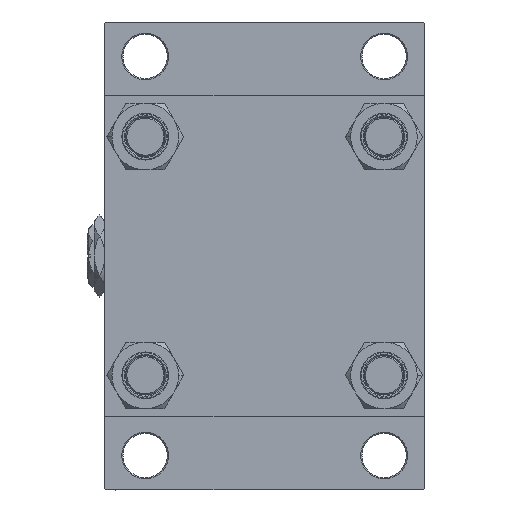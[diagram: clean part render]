
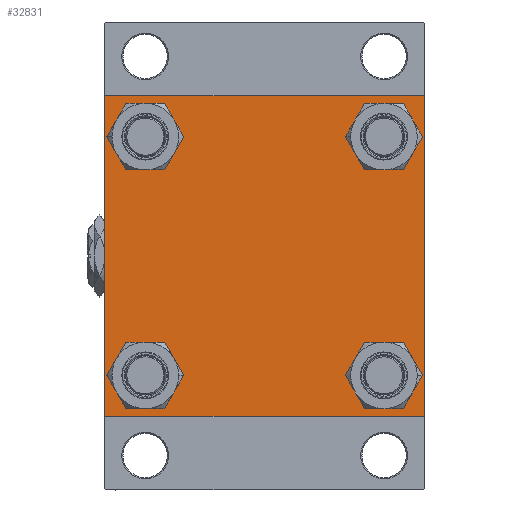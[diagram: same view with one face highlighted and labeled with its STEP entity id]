
A CAD part, left-side view. The second image highlights one B-rep face of the part: STEP entity #32831.
In plain terms, the highlighted planar face has unit normal (-1, 0, 0).
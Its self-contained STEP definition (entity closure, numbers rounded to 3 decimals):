
#116 = VECTOR ( 'NONE', #42973, 1000. ) ;
#123 = CIRCLE ( 'NONE', #13800, 8.5 ) ;
#381 = VERTEX_POINT ( 'NONE', #37690 ) ;
#386 = LINE ( 'NONE', #46441, #27241 ) ;
#560 = EDGE_CURVE ( 'NONE', #32745, #11060, #27088, .T. ) ;
#632 = DIRECTION ( 'NONE',  ( 1., 0., 0. ) ) ;
#785 = FACE_BOUND ( 'NONE', #12103, .T. ) ;
#1753 = ORIENTED_EDGE ( 'NONE', *, *, #30058, .T. ) ;
#1993 = ORIENTED_EDGE ( 'NONE', *, *, #4021, .F. ) ;
#2366 = ORIENTED_EDGE ( 'NONE', *, *, #16617, .T. ) ;
#2549 = CARTESIAN_POINT ( 'NONE',  ( 0., -65., -64.5 ) ) ;
#3199 = AXIS2_PLACEMENT_3D ( 'NONE', #39417, #24315, #32585 ) ;
#3237 = CARTESIAN_POINT ( 'NONE',  ( 0., -48.45, 48.45 ) ) ;
#4021 = EDGE_CURVE ( 'NONE', #23175, #44285, #386, .T. ) ;
#4295 = VECTOR ( 'NONE', #18520, 1000. ) ;
#4816 = FACE_BOUND ( 'NONE', #18810, .T. ) ;
#4962 = LINE ( 'NONE', #39696, #116 ) ;
#5069 = FACE_BOUND ( 'NONE', #37224, .T. ) ;
#5495 = AXIS2_PLACEMENT_3D ( 'NONE', #3237, #18594, #18098 ) ;
#5823 = DIRECTION ( 'NONE',  ( 1., 0., 0. ) ) ;
#5957 = EDGE_CURVE ( 'NONE', #5959, #26153, #12041, .T. ) ;
#5959 = VERTEX_POINT ( 'NONE', #13453 ) ;
#7232 = ORIENTED_EDGE ( 'NONE', *, *, #34814, .T. ) ;
#9235 = VERTEX_POINT ( 'NONE', #48837 ) ;
#9720 = DIRECTION ( 'NONE',  ( 1., 0., 0. ) ) ;
#9918 = DIRECTION ( 'NONE',  ( 1., 0., 0. ) ) ;
#10099 = DIRECTION ( 'NONE',  ( 1., 0., 0. ) ) ;
#10181 = CIRCLE ( 'NONE', #16609, 8.5 ) ;
#10235 = AXIS2_PLACEMENT_3D ( 'NONE', #29477, #10099, #11090 ) ;
#10325 = ORIENTED_EDGE ( 'NONE', *, *, #42685, .T. ) ;
#10326 = CARTESIAN_POINT ( 'NONE',  ( 0., 65., 65. ) ) ;
#10393 = EDGE_CURVE ( 'NONE', #39130, #38855, #4962, .T. ) ;
#10665 = ORIENTED_EDGE ( 'NONE', *, *, #45593, .T. ) ;
#10823 = EDGE_CURVE ( 'NONE', #38855, #41163, #30273, .T. ) ;
#11060 = VERTEX_POINT ( 'NONE', #16418 ) ;
#11090 = DIRECTION ( 'NONE',  ( 0., 0., 1. ) ) ;
#11382 = DIRECTION ( 'NONE',  ( 0., -0.707, 0.707 ) ) ;
#12041 = CIRCLE ( 'NONE', #3199, 8.5 ) ;
#12103 = EDGE_LOOP ( 'NONE', ( #10665, #2366 ) ) ;
#12364 = DIRECTION ( 'NONE',  ( 0., 0., 1. ) ) ;
#12641 = VECTOR ( 'NONE', #11382, 1000. ) ;
#12870 = CARTESIAN_POINT ( 'NONE',  ( 0., 65., 64.5 ) ) ;
#13285 = CARTESIAN_POINT ( 'NONE',  ( 0., -48.45, -39.95 ) ) ;
#13453 = CARTESIAN_POINT ( 'NONE',  ( 0., 48.45, 39.95 ) ) ;
#13732 = CIRCLE ( 'NONE', #16936, 8.5 ) ;
#13800 = AXIS2_PLACEMENT_3D ( 'NONE', #24699, #5823, #36518 ) ;
#14221 = DIRECTION ( 'NONE',  ( 0., 0., 1. ) ) ;
#14509 = VECTOR ( 'NONE', #45377, 1000. ) ;
#14946 = CARTESIAN_POINT ( 'NONE',  ( 0., -64.75, 64.75 ) ) ;
#16141 = FACE_BOUND ( 'NONE', #20691, .T. ) ;
#16347 = CARTESIAN_POINT ( 'NONE',  ( 0., 64.5, -65. ) ) ;
#16418 = CARTESIAN_POINT ( 'NONE',  ( 0., 48.45, -56.95 ) ) ;
#16609 = AXIS2_PLACEMENT_3D ( 'NONE', #25494, #9918, #37086 ) ;
#16617 = EDGE_CURVE ( 'NONE', #35639, #381, #25407, .T. ) ;
#16681 = CARTESIAN_POINT ( 'NONE',  ( 0., -64.5, -65. ) ) ;
#16915 = VERTEX_POINT ( 'NONE', #12870 ) ;
#16936 = AXIS2_PLACEMENT_3D ( 'NONE', #35116, #632, #42926 ) ;
#18098 = DIRECTION ( 'NONE',  ( 0., 0., 1. ) ) ;
#18117 = EDGE_CURVE ( 'NONE', #11060, #32745, #10181, .T. ) ;
#18520 = DIRECTION ( 'NONE',  ( 0., 0.707, -0.707 ) ) ;
#18594 = DIRECTION ( 'NONE',  ( 1., 0., 0. ) ) ;
#18810 = EDGE_LOOP ( 'NONE', ( #42626, #49587 ) ) ;
#19642 = ORIENTED_EDGE ( 'NONE', *, *, #46356, .T. ) ;
#20167 = FACE_OUTER_BOUND ( 'NONE', #27862, .T. ) ;
#20691 = EDGE_LOOP ( 'NONE', ( #19642, #25244 ) ) ;
#21061 = CARTESIAN_POINT ( 'NONE',  ( 0., 65., -64.5 ) ) ;
#21218 = CARTESIAN_POINT ( 'NONE',  ( 0., -65., 64.5 ) ) ;
#21561 = CIRCLE ( 'NONE', #5495, 8.5 ) ;
#22649 = CARTESIAN_POINT ( 'NONE',  ( 0., -64.5, 65. ) ) ;
#22705 = VERTEX_POINT ( 'NONE', #29691 ) ;
#23175 = VERTEX_POINT ( 'NONE', #21218 ) ;
#23807 = EDGE_CURVE ( 'NONE', #16915, #39130, #38043, .T. ) ;
#24315 = DIRECTION ( 'NONE',  ( 1., 0., 0. ) ) ;
#24622 = AXIS2_PLACEMENT_3D ( 'NONE', #37438, #37200, #33920 ) ;
#24699 = CARTESIAN_POINT ( 'NONE',  ( 0., -48.45, -48.45 ) ) ;
#25244 = ORIENTED_EDGE ( 'NONE', *, *, #5957, .T. ) ;
#25407 = CIRCLE ( 'NONE', #24622, 8.5 ) ;
#25494 = CARTESIAN_POINT ( 'NONE',  ( 0., 48.45, -48.45 ) ) ;
#25621 = ORIENTED_EDGE ( 'NONE', *, *, #39202, .T. ) ;
#26153 = VERTEX_POINT ( 'NONE', #44249 ) ;
#27088 = CIRCLE ( 'NONE', #33516, 8.5 ) ;
#27122 = CIRCLE ( 'NONE', #10235, 8.5 ) ;
#27201 = DIRECTION ( 'NONE',  ( 0., 0., -1. ) ) ;
#27241 = VECTOR ( 'NONE', #30350, 1000. ) ;
#27500 = AXIS2_PLACEMENT_3D ( 'NONE', #39797, #46848, #12364 ) ;
#27593 = ORIENTED_EDGE ( 'NONE', *, *, #42954, .T. ) ;
#27862 = EDGE_LOOP ( 'NONE', ( #44647, #37789, #29533, #27593, #1993, #10325, #48105, #25621 ) ) ;
#27993 = VERTEX_POINT ( 'NONE', #13285 ) ;
#29477 = CARTESIAN_POINT ( 'NONE',  ( 0., 48.45, 48.45 ) ) ;
#29532 = CARTESIAN_POINT ( 'NONE',  ( 0., 65., -65. ) ) ;
#29533 = ORIENTED_EDGE ( 'NONE', *, *, #10823, .T. ) ;
#29691 = CARTESIAN_POINT ( 'NONE',  ( 0., 64.5, 65. ) ) ;
#30058 = EDGE_CURVE ( 'NONE', #9235, #27993, #13732, .T. ) ;
#30273 = LINE ( 'NONE', #29532, #14509 ) ;
#30350 = DIRECTION ( 'NONE',  ( 0., 0., -1. ) ) ;
#30511 = CARTESIAN_POINT ( 'NONE',  ( 0., -64.75, -64.75 ) ) ;
#30818 = LINE ( 'NONE', #14946, #38336 ) ;
#31500 = PLANE ( 'NONE',  #27500 ) ;
#32585 = DIRECTION ( 'NONE',  ( 0., 0., 1. ) ) ;
#32745 = VERTEX_POINT ( 'NONE', #43569 ) ;
#32831 = ADVANCED_FACE ( 'NONE', ( #785, #5069, #4816, #16141, #20167 ), #31500, .T. ) ;
#32962 = VERTEX_POINT ( 'NONE', #22649 ) ;
#33516 = AXIS2_PLACEMENT_3D ( 'NONE', #44453, #9720, #14221 ) ;
#33920 = DIRECTION ( 'NONE',  ( 0., 0., 1. ) ) ;
#34404 = VECTOR ( 'NONE', #27201, 1000. ) ;
#34814 = EDGE_CURVE ( 'NONE', #27993, #9235, #123, .T. ) ;
#35008 = CARTESIAN_POINT ( 'NONE',  ( 0., 65., 65. ) ) ;
#35116 = CARTESIAN_POINT ( 'NONE',  ( 0., -48.45, -48.45 ) ) ;
#35639 = VERTEX_POINT ( 'NONE', #48336 ) ;
#36518 = DIRECTION ( 'NONE',  ( 0., 0., 1. ) ) ;
#37086 = DIRECTION ( 'NONE',  ( 0., 0., 1. ) ) ;
#37200 = DIRECTION ( 'NONE',  ( 1., 0., 0. ) ) ;
#37224 = EDGE_LOOP ( 'NONE', ( #7232, #1753 ) ) ;
#37438 = CARTESIAN_POINT ( 'NONE',  ( 0., -48.45, 48.45 ) ) ;
#37690 = CARTESIAN_POINT ( 'NONE',  ( 0., -48.45, 56.95 ) ) ;
#37789 = ORIENTED_EDGE ( 'NONE', *, *, #10393, .T. ) ;
#38043 = LINE ( 'NONE', #35008, #34404 ) ;
#38336 = VECTOR ( 'NONE', #46163, 1000. ) ;
#38387 = CARTESIAN_POINT ( 'NONE',  ( 0., 64.75, 64.75 ) ) ;
#38855 = VERTEX_POINT ( 'NONE', #16347 ) ;
#39130 = VERTEX_POINT ( 'NONE', #21061 ) ;
#39202 = EDGE_CURVE ( 'NONE', #22705, #16915, #45945, .T. ) ;
#39417 = CARTESIAN_POINT ( 'NONE',  ( 0., 48.45, 48.45 ) ) ;
#39696 = CARTESIAN_POINT ( 'NONE',  ( 0., 64.75, -64.75 ) ) ;
#39797 = CARTESIAN_POINT ( 'NONE',  ( 0., 0., 0. ) ) ;
#41163 = VERTEX_POINT ( 'NONE', #16681 ) ;
#42626 = ORIENTED_EDGE ( 'NONE', *, *, #560, .T. ) ;
#42685 = EDGE_CURVE ( 'NONE', #23175, #32962, #30818, .T. ) ;
#42926 = DIRECTION ( 'NONE',  ( 0., 0., 1. ) ) ;
#42954 = EDGE_CURVE ( 'NONE', #41163, #44285, #49630, .T. ) ;
#42973 = DIRECTION ( 'NONE',  ( 0., -0.707, -0.707 ) ) ;
#43117 = EDGE_CURVE ( 'NONE', #22705, #32962, #44800, .T. ) ;
#43569 = CARTESIAN_POINT ( 'NONE',  ( 0., 48.45, -39.95 ) ) ;
#44065 = DIRECTION ( 'NONE',  ( 0., -1., 0. ) ) ;
#44249 = CARTESIAN_POINT ( 'NONE',  ( 0., 48.45, 56.95 ) ) ;
#44285 = VERTEX_POINT ( 'NONE', #2549 ) ;
#44453 = CARTESIAN_POINT ( 'NONE',  ( 0., 48.45, -48.45 ) ) ;
#44647 = ORIENTED_EDGE ( 'NONE', *, *, #23807, .T. ) ;
#44800 = LINE ( 'NONE', #10326, #44802 ) ;
#44802 = VECTOR ( 'NONE', #44065, 1000. ) ;
#45377 = DIRECTION ( 'NONE',  ( 0., -1., 0. ) ) ;
#45593 = EDGE_CURVE ( 'NONE', #381, #35639, #21561, .T. ) ;
#45945 = LINE ( 'NONE', #38387, #4295 ) ;
#46163 = DIRECTION ( 'NONE',  ( 0., 0.707, 0.707 ) ) ;
#46356 = EDGE_CURVE ( 'NONE', #26153, #5959, #27122, .T. ) ;
#46441 = CARTESIAN_POINT ( 'NONE',  ( 0., -65., 65. ) ) ;
#46848 = DIRECTION ( 'NONE',  ( -1., 0., 0. ) ) ;
#48105 = ORIENTED_EDGE ( 'NONE', *, *, #43117, .F. ) ;
#48336 = CARTESIAN_POINT ( 'NONE',  ( 0., -48.45, 39.95 ) ) ;
#48837 = CARTESIAN_POINT ( 'NONE',  ( 0., -48.45, -56.95 ) ) ;
#49587 = ORIENTED_EDGE ( 'NONE', *, *, #18117, .T. ) ;
#49630 = LINE ( 'NONE', #30511, #12641 ) ;
